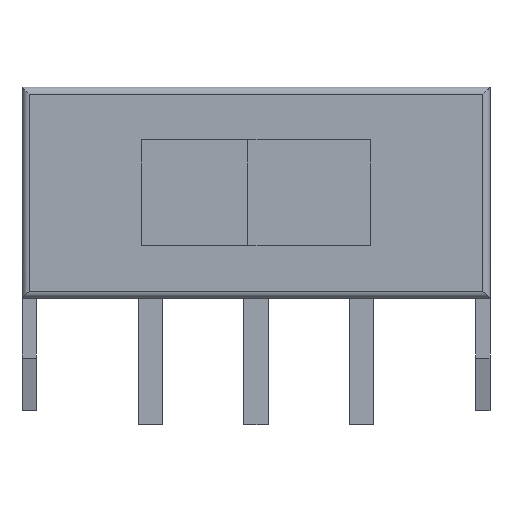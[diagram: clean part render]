
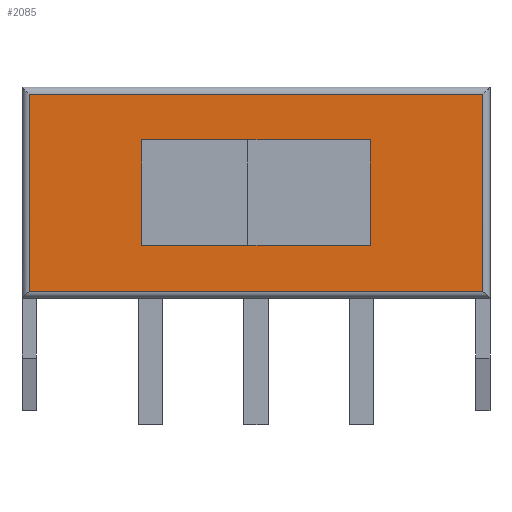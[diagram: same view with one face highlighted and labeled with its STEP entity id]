
A CAD part, front view. The second image highlights one B-rep face of the part: STEP entity #2085.
In plain terms, the highlighted planar face has unit normal (0, -1, 0).
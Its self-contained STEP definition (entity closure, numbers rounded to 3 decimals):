
#24 = CARTESIAN_POINT ( 'NONE',  ( -6.45, 0., 0.2 ) ) ;
#52 = ORIENTED_EDGE ( 'NONE', *, *, #1907, .F. ) ;
#65 = CARTESIAN_POINT ( 'NONE',  ( 3.25, 0., 4.5 ) ) ;
#69 = VERTEX_POINT ( 'NONE', #65 ) ;
#84 = CARTESIAN_POINT ( 'NONE',  ( -3.25, 0., 1.5 ) ) ;
#102 = VERTEX_POINT ( 'NONE', #740 ) ;
#103 = CARTESIAN_POINT ( 'NONE',  ( 6.65, 0., 6. ) ) ;
#117 = EDGE_CURVE ( 'NONE', #102, #914, #2099, .T. ) ;
#126 = EDGE_CURVE ( 'NONE', #293, #425, #748, .T. ) ;
#176 = ORIENTED_EDGE ( 'NONE', *, *, #432, .F. ) ;
#217 = LINE ( 'NONE', #1380, #1363 ) ;
#244 = DIRECTION ( 'NONE',  ( 0., 0., -1. ) ) ;
#253 = DIRECTION ( 'NONE',  ( 1., 0., 0. ) ) ;
#293 = VERTEX_POINT ( 'NONE', #664 ) ;
#425 = VERTEX_POINT ( 'NONE', #24 ) ;
#430 = DIRECTION ( 'NONE',  ( -1., 0., 0. ) ) ;
#432 = EDGE_CURVE ( 'NONE', #1941, #69, #217, .T. ) ;
#467 = EDGE_CURVE ( 'NONE', #425, #951, #866, .T. ) ;
#553 = EDGE_CURVE ( 'NONE', #951, #1257, #747, .T. ) ;
#566 = EDGE_CURVE ( 'NONE', #1257, #293, #1914, .T. ) ;
#590 = CARTESIAN_POINT ( 'NONE',  ( 6.45, 0., 0.2 ) ) ;
#619 = ORIENTED_EDGE ( 'NONE', *, *, #126, .T. ) ;
#657 = DIRECTION ( 'NONE',  ( 0., 1., 0. ) ) ;
#664 = CARTESIAN_POINT ( 'NONE',  ( -6.45, 0., 5.8 ) ) ;
#730 = VECTOR ( 'NONE', #253, 1000. ) ;
#740 = CARTESIAN_POINT ( 'NONE',  ( -3.25, 0., 4.5 ) ) ;
#747 = LINE ( 'NONE', #1422, #1077 ) ;
#748 = LINE ( 'NONE', #919, #2159 ) ;
#838 = CARTESIAN_POINT ( 'NONE',  ( -3.25, 0., 1.5 ) ) ;
#866 = LINE ( 'NONE', #1056, #730 ) ;
#870 = DIRECTION ( 'NONE',  ( -1., 0., 0. ) ) ;
#895 = VECTOR ( 'NONE', #870, 1000. ) ;
#914 = VERTEX_POINT ( 'NONE', #84 ) ;
#919 = CARTESIAN_POINT ( 'NONE',  ( -6.45, 0., 6. ) ) ;
#951 = VERTEX_POINT ( 'NONE', #590 ) ;
#967 = PLANE ( 'NONE',  #1285 ) ;
#1031 = ORIENTED_EDGE ( 'NONE', *, *, #117, .F. ) ;
#1049 = ORIENTED_EDGE ( 'NONE', *, *, #553, .T. ) ;
#1056 = CARTESIAN_POINT ( 'NONE',  ( 6.65, 0., 0.2 ) ) ;
#1077 = VECTOR ( 'NONE', #2109, 1000. ) ;
#1112 = VECTOR ( 'NONE', #244, 1000. ) ;
#1215 = CARTESIAN_POINT ( 'NONE',  ( -3.25, 0., 4.5 ) ) ;
#1240 = CARTESIAN_POINT ( 'NONE',  ( -3.25, 0., 4.5 ) ) ;
#1257 = VERTEX_POINT ( 'NONE', #1405 ) ;
#1263 = EDGE_CURVE ( 'NONE', #69, #102, #1395, .T. ) ;
#1285 = AXIS2_PLACEMENT_3D ( 'NONE', #103, #657, #2175 ) ;
#1363 = VECTOR ( 'NONE', #2079, 1000. ) ;
#1380 = CARTESIAN_POINT ( 'NONE',  ( 3.25, 0., 4.5 ) ) ;
#1395 = LINE ( 'NONE', #1215, #895 ) ;
#1405 = CARTESIAN_POINT ( 'NONE',  ( 6.45, 0., 5.8 ) ) ;
#1422 = CARTESIAN_POINT ( 'NONE',  ( 6.45, 0., 6. ) ) ;
#1533 = DIRECTION ( 'NONE',  ( 1., 0., 0. ) ) ;
#1537 = VECTOR ( 'NONE', #1533, 1000. ) ;
#1561 = ORIENTED_EDGE ( 'NONE', *, *, #1263, .F. ) ;
#1626 = FACE_BOUND ( 'NONE', #2158, .T. ) ;
#1697 = CARTESIAN_POINT ( 'NONE',  ( 3.25, 0., 1.5 ) ) ;
#1801 = ORIENTED_EDGE ( 'NONE', *, *, #566, .T. ) ;
#1846 = LINE ( 'NONE', #838, #1537 ) ;
#1907 = EDGE_CURVE ( 'NONE', #914, #1941, #1846, .T. ) ;
#1914 = LINE ( 'NONE', #1946, #2016 ) ;
#1931 = ORIENTED_EDGE ( 'NONE', *, *, #467, .T. ) ;
#1938 = DIRECTION ( 'NONE',  ( 0., 0., -1. ) ) ;
#1941 = VERTEX_POINT ( 'NONE', #1697 ) ;
#1946 = CARTESIAN_POINT ( 'NONE',  ( -6.65, 0., 5.8 ) ) ;
#1985 = EDGE_LOOP ( 'NONE', ( #1801, #619, #1931, #1049 ) ) ;
#2006 = FACE_OUTER_BOUND ( 'NONE', #1985, .T. ) ;
#2016 = VECTOR ( 'NONE', #430, 1000. ) ;
#2079 = DIRECTION ( 'NONE',  ( 0., 0., 1. ) ) ;
#2085 = ADVANCED_FACE ( 'NONE', ( #2006, #1626 ), #967, .F. ) ;
#2099 = LINE ( 'NONE', #1240, #1112 ) ;
#2109 = DIRECTION ( 'NONE',  ( 0., 0., 1. ) ) ;
#2158 = EDGE_LOOP ( 'NONE', ( #1561, #176, #52, #1031 ) ) ;
#2159 = VECTOR ( 'NONE', #1938, 1000. ) ;
#2175 = DIRECTION ( 'NONE',  ( 0., 0., 1. ) ) ;
